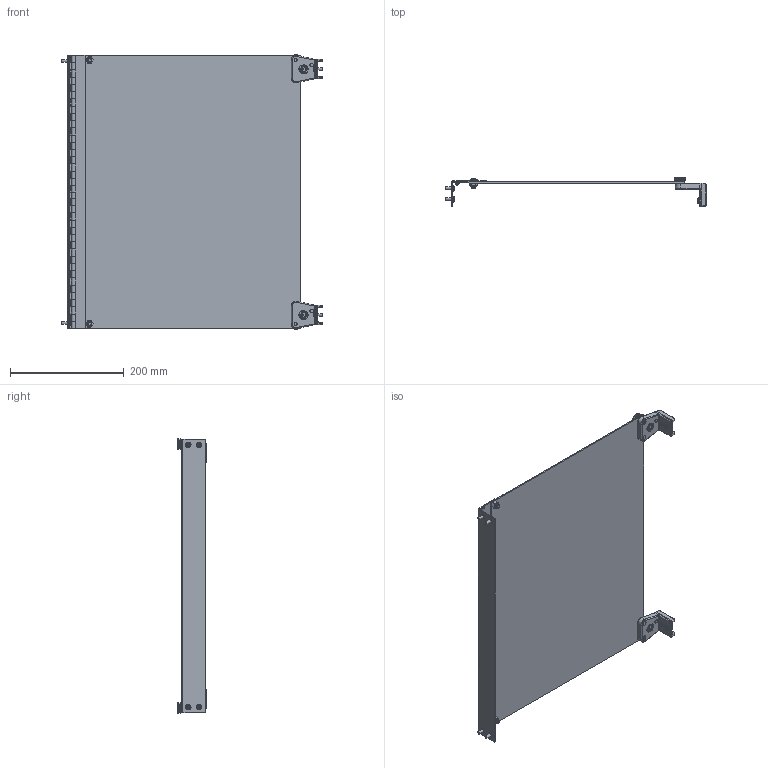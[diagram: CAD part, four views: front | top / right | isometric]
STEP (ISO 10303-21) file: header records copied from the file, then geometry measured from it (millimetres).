
FILE_DESCRIPTION (( 'STEP AP214' ), '1' );
FILE_NAME ('ABP-2016GSOPK-P10.STEP', '2019-03-02T19:43:29', ( '' ), ( '' ), 'SwSTEP 2.0', 'SolidWorks 2018', '' );
FILE_SCHEMA (( 'AUTOMOTIVE_DESIGN' ));
Length unit declared in the file: inch
Products named in the file (1): ABP-2016GSOPK-P10
Bounding box: 459.48 x 50.29 x 482.5 mm (x, y, z)
Volume: 503027.1 mm3; surface area: 508068.4 mm2
Topology: 25 solids, 25 shells, 2834 faces, 7430 edges, 4730 vertices
Faces by surface type: plane 1794, cylinder 582, bspline 342, cone 110, torus 6
Full cylindrical faces by diameter (mm): 3.175 x38, 4.826 x6, 5.156 x4, 5.22 x2, 5.387 x8, 6.127 x2, 6.35 x24, 6.843 x2, 7.874 x2, 7.925 x2, 8.89 x4, 9.525 x10, 11.252 x4, 12.497 x4, 12.878 x2
Entity records: 134150 total; most frequent: CARTESIAN_POINT 30459, ORIENTED_EDGE 14340, DIRECTION 12658, EDGE_CURVE 7170, VECTOR 5160, LINE 5160, VERTEX_POINT 4684, AXIS2_PLACEMENT_3D 3749
